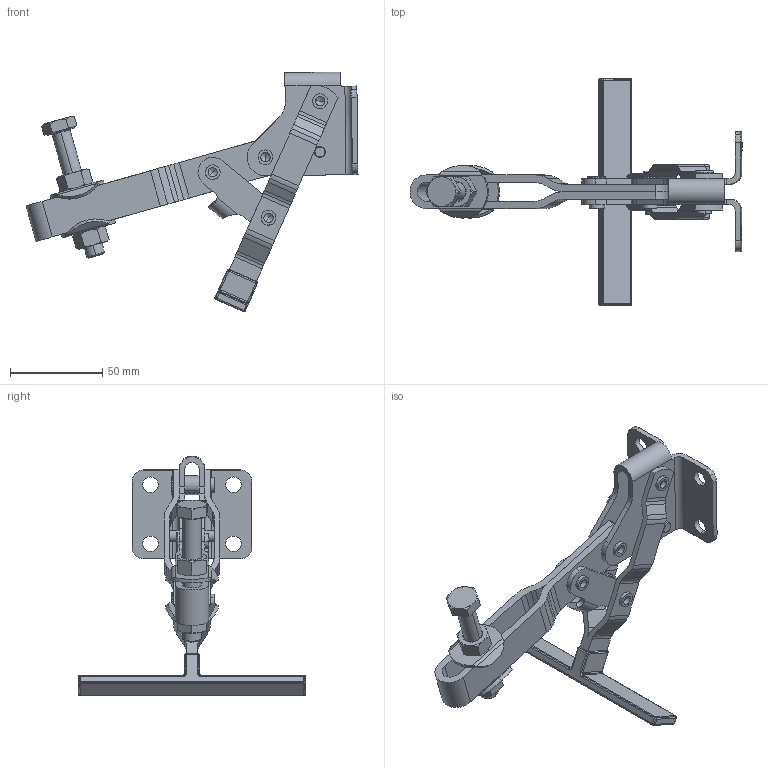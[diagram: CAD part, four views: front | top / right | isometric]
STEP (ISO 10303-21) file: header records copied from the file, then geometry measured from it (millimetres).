
FILE_DESCRIPTION((''),'2;1');
FILE_NAME('214T.0-opened.stp','2005-09-27T20:25:29',('Kysilko'),(''),'Autodesk Inventor 8','Autodesk Inventor 8','');
FILE_SCHEMA(('AUTOMOTIVE_DESIGN { 1 0 10303 214 1 1 1 1 }'));
Length unit declared in the file: millimetre
Products named in the file (1): Part8
Bounding box: 179.84 x 123 x 129.91 mm (x, y, z)
Volume: 88119.5 mm3; surface area: 55732 mm2
Topology: 1 solids, 7 shells, 1534 faces, 5287 edges, 3285 vertices
Faces by surface type: plane 778, cone 350, cylinder 306, bspline 76, torus 12, sphere 12
Entity records: 60387 total; most frequent: CARTESIAN_POINT 14985, ORIENTED_EDGE 10542, DIRECTION 9360, EDGE_CURVE 5271, AXIS2_PLACEMENT_3D 3336, VERTEX_POINT 3285, VECTOR 2688, LINE 2688
